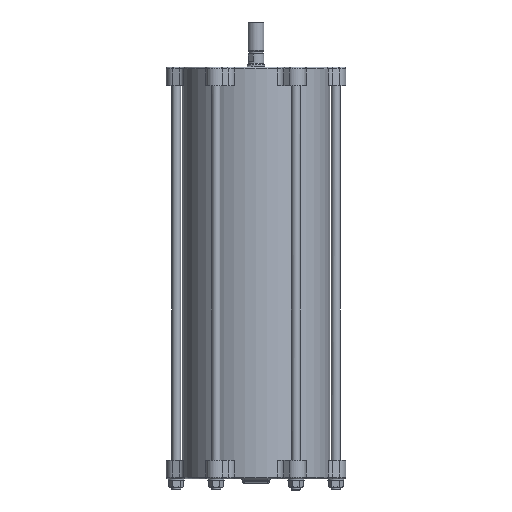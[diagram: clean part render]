
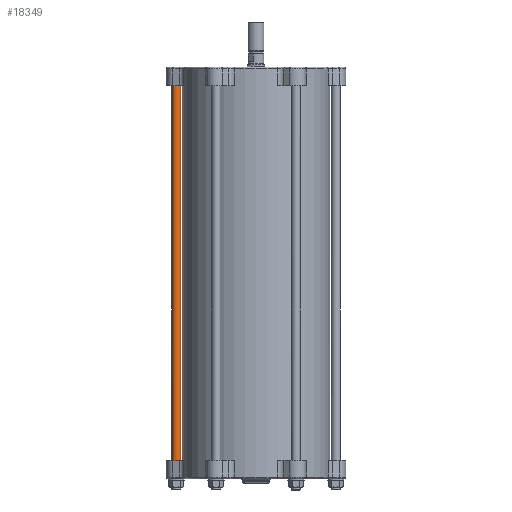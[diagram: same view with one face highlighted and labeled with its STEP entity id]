
A CAD part, left-side view. The second image highlights one B-rep face of the part: STEP entity #18349.
In plain terms, the highlighted cylindrical face has radius 10 mm (diameter 20 mm), a full revolution.
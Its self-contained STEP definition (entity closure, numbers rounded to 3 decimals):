
#2392=CYLINDRICAL_SURFACE('',#19838,10.);
#2825=FACE_BOUND('',#4641,.T.);
#3232=FACE_OUTER_BOUND('',#4640,.T.);
#4640=EDGE_LOOP('',(#11999));
#4641=EDGE_LOOP('',(#12000,#12001));
#6157=CIRCLE('',#19823,10.);
#6158=CIRCLE('',#19824,10.);
#6163=CIRCLE('',#19839,10.);
#7607=VERTEX_POINT('',#28284);
#7608=VERTEX_POINT('',#28285);
#7625=VERTEX_POINT('',#28360);
#9228=EDGE_CURVE('',#7607,#7608,#6157,.T.);
#9229=EDGE_CURVE('',#7608,#7607,#6158,.T.);
#9252=EDGE_CURVE('',#7625,#7625,#6163,.T.);
#11999=ORIENTED_EDGE('',*,*,#9252,.F.);
#12000=ORIENTED_EDGE('',*,*,#9229,.T.);
#12001=ORIENTED_EDGE('',*,*,#9228,.T.);
#18349=ADVANCED_FACE('',(#3232,#2825),#2392,.T.);
#19823=AXIS2_PLACEMENT_3D('',#28286,#22696,#22697);
#19824=AXIS2_PLACEMENT_3D('',#28287,#22698,#22699);
#19838=AXIS2_PLACEMENT_3D('',#28359,#22732,#22733);
#19839=AXIS2_PLACEMENT_3D('',#28361,#22734,#22735);
#22696=DIRECTION('center_axis',(0.,0.,
1.));
#22697=DIRECTION('ref_axis',(-0.5,-0.866,0.));
#22698=DIRECTION('center_axis',(0.,0.,
1.));
#22699=DIRECTION('ref_axis',(-0.5,-0.866,0.));
#22732=DIRECTION('center_axis',(0.,0.,
-1.));
#22733=DIRECTION('ref_axis',(-0.259,-0.966,0.));
#22734=DIRECTION('center_axis',(0.,0.,
1.));
#22735=DIRECTION('ref_axis',(-0.259,-0.966,0.));
#28284=CARTESIAN_POINT('',(5.,189.16,-45.));
#28285=CARTESIAN_POINT('',(2.591,190.159,-45.));
#28286=CARTESIAN_POINT('Origin',(0.,180.5,
-45.));
#28287=CARTESIAN_POINT('Origin',(0.,180.5,
-45.));
#28359=CARTESIAN_POINT('Origin',(0.,180.5,
888.));
#28360=CARTESIAN_POINT('',(2.591,190.158,848.));
#28361=CARTESIAN_POINT('Origin',(0.,180.5,
848.));
